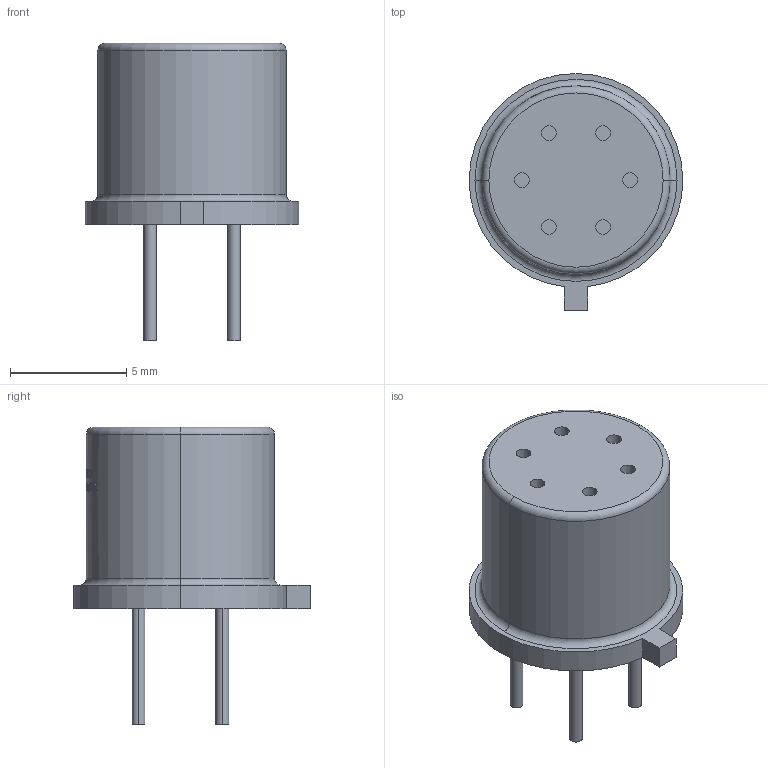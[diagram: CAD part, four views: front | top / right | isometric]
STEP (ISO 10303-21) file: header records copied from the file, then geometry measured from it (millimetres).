
FILE_DESCRIPTION (( 'STEP AP214' ), '1' );
FILE_NAME ('TO-5-4_BD9.2-P3.60_TGS2603.STEP', '2024-01-05T06:40:48', ( 'PC' ), ( 'Microsoft' ), 'SwSTEP 2.0', 'SolidWorks 2020', '' );
FILE_SCHEMA (( 'AUTOMOTIVE_DESIGN' ));
Length unit declared in the file: millimetre
Products named in the file (1): TO-5-4_BD9.2-P3.60_TGS2603
Bounding box: 9.2 x 10.2 x 12.8 mm (x, y, z)
Volume: 420.8 mm3; surface area: 379.2 mm2
Topology: 1 solids, 1 shells, 271 faces, 713 edges, 474 vertices
Faces by surface type: bspline 121, plane 102, cylinder 44, torus 4
Entity records: 10023 total; most frequent: CARTESIAN_POINT 3703, ORIENTED_EDGE 1426, DIRECTION 781, EDGE_CURVE 713, VERTEX_POINT 474, B_SPLINE_CURVE_WITH_KNOTS 394, AXIS2_PLACEMENT_3D 311, EDGE_LOOP 301
